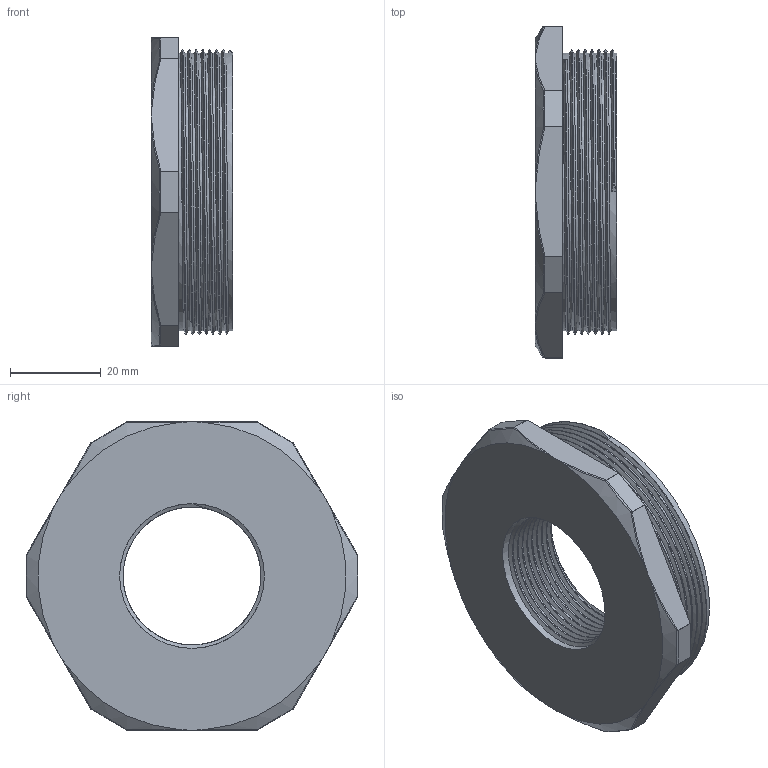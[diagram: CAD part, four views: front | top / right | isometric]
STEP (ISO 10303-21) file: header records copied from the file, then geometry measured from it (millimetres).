
FILE_DESCRIPTION(/* description */ ('Reduzierung sechskant M/M 63x1,5/32x1,5'),/* implementation_level */ '2;1');
FILE_NAME(/* name */ '11086332-RST.stp',/* time_stamp */ '2020-04-28T07:28:55+02:00',/* author */ ('sl'),/* organization */ (''),/* preprocessor_version */ 'ST-DEVELOPER v16.5',/* originating_system */ 'Autodesk Inventor 2017',/* authorisation */ '');
FILE_SCHEMA (('AUTOMOTIVE_DESIGN { 1 0 10303 214 3 1 1 }'));
Length unit declared in the file: millimetre
Products named in the file (1): 11086332
Bounding box: 18 x 73.23 x 68 mm (x, y, z)
Volume: 22377 mm3; surface area: 17394.4 mm2
Topology: 1 solids, 1 shells, 120 faces, 314 edges, 175 vertices
Faces by surface type: bspline 58, cylinder 36, plane 19, cone 6, torus 1
Full cylindrical faces by diameter (mm): 31.952 x9, 35.85 x1, 56.02 x1, 61.288 x7
Entity records: 6854 total; most frequent: CARTESIAN_POINT 4676, ORIENTED_EDGE 472, DIRECTION 396, EDGE_CURVE 236, AXIS2_PLACEMENT_3D 176, VERTEX_POINT 142, EDGE_LOOP 116, FACE_OUTER_BOUND 105
